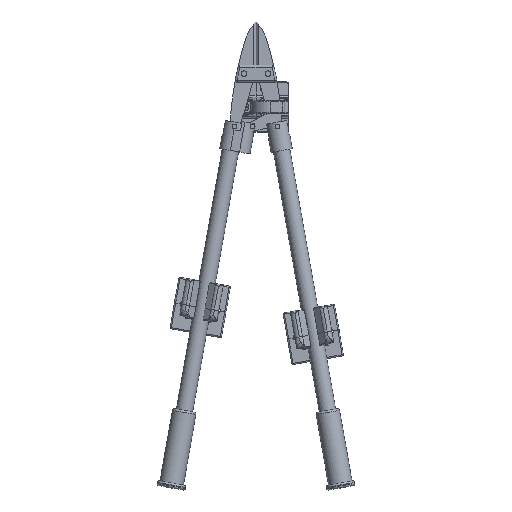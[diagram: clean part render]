
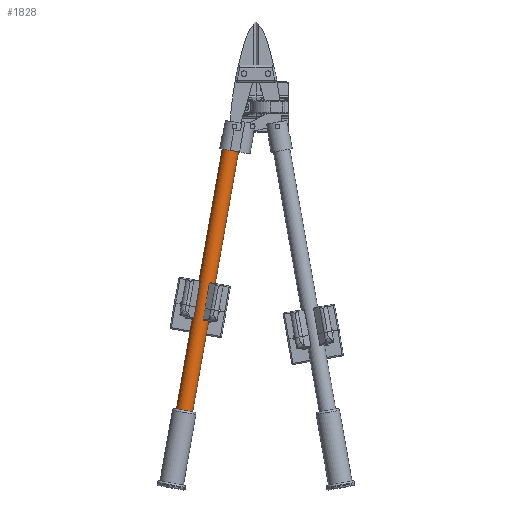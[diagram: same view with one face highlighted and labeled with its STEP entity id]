
A CAD part, top view. The second image highlights one B-rep face of the part: STEP entity #1828.
In plain terms, the highlighted cylindrical face has radius 11.113 mm (diameter 22.225 mm), a partial arc.
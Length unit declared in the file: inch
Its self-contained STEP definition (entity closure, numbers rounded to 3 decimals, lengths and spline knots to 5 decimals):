
#870 = DIRECTION ( 'NONE',  ( -0.174, -0.985, 0. ) ) ;
#1828 = ADVANCED_FACE ( 'NONE', ( #31245 ), #50203, .T. ) ;
#1829 = EDGE_LOOP ( 'NONE', ( #4918, #28096, #59279, #44583 ) ) ;
#4918 = ORIENTED_EDGE ( 'NONE', *, *, #55693, .F. ) ;
#7769 = CARTESIAN_POINT ( 'NONE',  ( 20.42553, -3.75677, 0. ) ) ;
#12220 = DIRECTION ( 'NONE',  ( -0.985, 0.174, 0. ) ) ;
#12509 = DIRECTION ( 'NONE',  ( -0.174, -0.985, 0. ) ) ;
#17244 = VERTEX_POINT ( 'NONE', #30831 ) ;
#17840 = EDGE_CURVE ( 'NONE', #17244, #35459, #57792, .T. ) ;
#18227 = DIRECTION ( 'NONE',  ( -0.985, 0.174, 0. ) ) ;
#18905 = EDGE_CURVE ( 'NONE', #35459, #45177, #35746, .T. ) ;
#19616 = CARTESIAN_POINT ( 'NONE',  ( 20.5015, -3.32592, 0. ) ) ;
#20197 = VERTEX_POINT ( 'NONE', #31937 ) ;
#20728 = AXIS2_PLACEMENT_3D ( 'NONE', #24287, #43251, #870 ) ;
#23109 = AXIS2_PLACEMENT_3D ( 'NONE', #36032, #54943, #12509 ) ;
#24287 = CARTESIAN_POINT ( 'NONE',  ( 6.76132, -1.3474, 0. ) ) ;
#26589 = DIRECTION ( 'NONE',  ( -0.985, 0.174, 0. ) ) ;
#27099 = EDGE_CURVE ( 'NONE', #20197, #45177, #47495, .T. ) ;
#28096 = ORIENTED_EDGE ( 'NONE', *, *, #17840, .T. ) ;
#30831 = CARTESIAN_POINT ( 'NONE',  ( 20.34955, -4.18763, 0. ) ) ;
#31245 = FACE_OUTER_BOUND ( 'NONE', #1829, .T. ) ;
#31937 = CARTESIAN_POINT ( 'NONE',  ( 6.68535, -1.77826, 0. ) ) ;
#33992 = VECTOR ( 'NONE', #12220, 39.37008 ) ;
#35459 = VERTEX_POINT ( 'NONE', #19616 ) ;
#35746 = LINE ( 'NONE', #54667, #33992 ) ;
#36032 = CARTESIAN_POINT ( 'NONE',  ( 20.42553, -3.75677, 0. ) ) ;
#41799 = LINE ( 'NONE', #60699, #56217 ) ;
#43251 = DIRECTION ( 'NONE',  ( -0.985, 0.174, 0. ) ) ;
#44583 = ORIENTED_EDGE ( 'NONE', *, *, #27099, .F. ) ;
#45177 = VERTEX_POINT ( 'NONE', #51639 ) ;
#45551 = DIRECTION ( 'NONE',  ( 0.174, 0.985, 0. ) ) ;
#47495 = CIRCLE ( 'NONE', #20728, 0.4375 ) ;
#50203 = CYLINDRICAL_SURFACE ( 'NONE', #50727, 0.4375 ) ;
#50727 = AXIS2_PLACEMENT_3D ( 'NONE', #7769, #26589, #45551 ) ;
#51639 = CARTESIAN_POINT ( 'NONE',  ( 6.83729, -0.91655, 0. ) ) ;
#54667 = CARTESIAN_POINT ( 'NONE',  ( 20.5015, -3.32592, 0. ) ) ;
#54943 = DIRECTION ( 'NONE',  ( -0.985, 0.174, 0. ) ) ;
#55693 = EDGE_CURVE ( 'NONE', #17244, #20197, #41799, .T. ) ;
#56217 = VECTOR ( 'NONE', #18227, 39.37008 ) ;
#57792 = CIRCLE ( 'NONE', #23109, 0.4375 ) ;
#59279 = ORIENTED_EDGE ( 'NONE', *, *, #18905, .T. ) ;
#60699 = CARTESIAN_POINT ( 'NONE',  ( 20.34955, -4.18763, 0. ) ) ;
